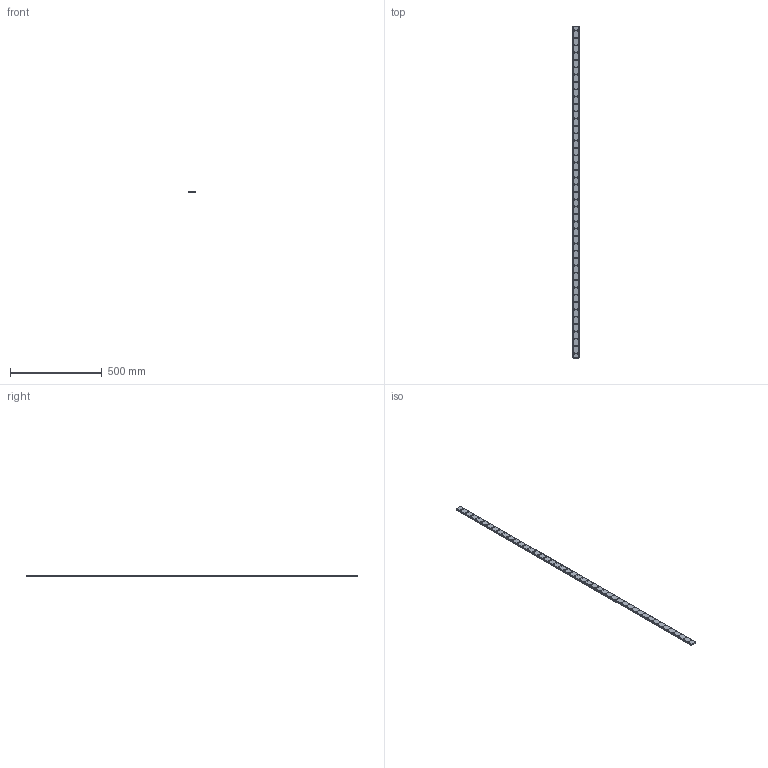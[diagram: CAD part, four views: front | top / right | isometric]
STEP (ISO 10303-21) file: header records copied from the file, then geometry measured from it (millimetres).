
FILE_DESCRIPTION(('STEP AP214'),'1');
FILE_NAME('cctmp_8A58117C-E61E-48E0-91F5-28922D034732_2021_03_02_13_16_28_0462..stp','2021-03-02T12:16:28',('HIWIN GmbH'),('CADClick - www.CADClick.com'),'Spatial InterOp 3D',' ','unknown authorization');
FILE_SCHEMA(('AUTOMOTIVE_DESIGN'));
Length unit declared in the file: millimetre
Products named in the file (1): WER17R1810H_FILE
Bounding box: 33 x 1810 x 9.3 mm (x, y, z)
Volume: 500083 mm3; surface area: 177034.7 mm2
Topology: 1 solids, 1 shells, 913 faces, 1911 edges, 1274 vertices
Faces by surface type: cylinder 558, plane 355
Entity records: 32229 total; most frequent: DIRECTION 4855, CARTESIAN_POINT 4099, ORIENTED_EDGE 3822, AXIS2_PLACEMENT_3D 2030, EDGE_CURVE 1911, VERTEX_POINT 1274, EDGE_LOOP 1187, CIRCLE 1116
